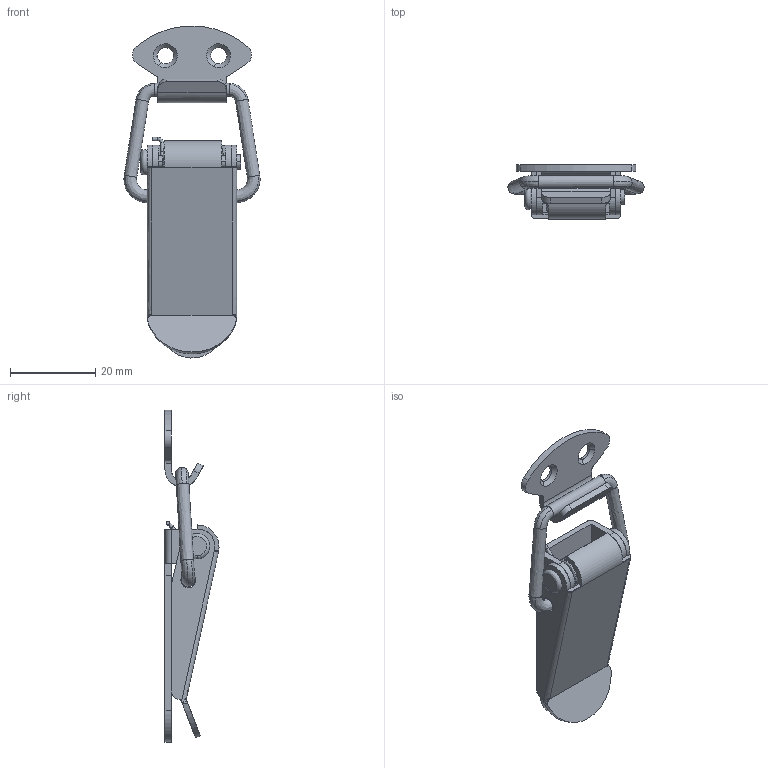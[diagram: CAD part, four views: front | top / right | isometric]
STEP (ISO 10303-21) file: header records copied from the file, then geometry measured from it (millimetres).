
FILE_DESCRIPTION((''),'2;1');
FILE_NAME('','2005-07-15T14:27:10',(''),(''),'','CADfix','');
FILE_SCHEMA(('AUTOMOTIVE_DESIGN'));
Length unit declared in the file: millimetre
Products named in the file (7): spring; shaft; lever; keeper; base; arm; TL_154_2_16855_36
Assembly tree (6 placements, depth 2):
  TL_154_2_16855_36
    spring
    shaft
    lever
    keeper
    base
    arm
Bounding box: 31.98 x 12.7 x 77.98 mm (x, y, z)
Volume: 4610.4 mm3; surface area: 8093.1 mm2
Topology: 6 solids, 6 shells, 174 faces, 548 edges, 388 vertices
Faces by surface type: bspline 174
Entity records: 36160 total; most frequent: CARTESIAN_POINT 32950, ORIENTED_EDGE 1096, EDGE_CURVE 548, VERTEX_POINT 388, QUASI_UNIFORM_CURVE 209, EDGE_LOOP 198, FACE_OUTER_BOUND 174, ADVANCED_FACE 174
